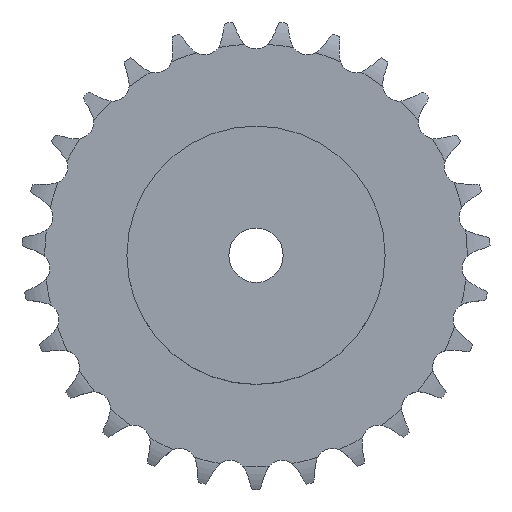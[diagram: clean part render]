
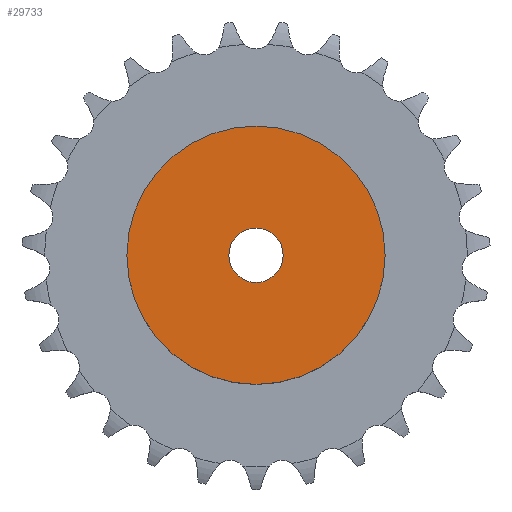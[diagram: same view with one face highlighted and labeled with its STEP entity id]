
A CAD part, top view. The second image highlights one B-rep face of the part: STEP entity #29733.
In plain terms, the highlighted planar face has unit normal (0, 0, 1).
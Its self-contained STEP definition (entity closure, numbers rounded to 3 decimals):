
#3627 = CYLINDRICAL_SURFACE('',#3628,47.5);
#3628 = AXIS2_PLACEMENT_3D('',#3629,#3630,#3631);
#3629 = CARTESIAN_POINT('',(0.,0.,0.));
#3630 = DIRECTION('',(-0.,-0.,-1.));
#3631 = DIRECTION('',(1.,0.,0.));
#18808 = VERTEX_POINT('',#18809);
#18809 = CARTESIAN_POINT('',(47.5,0.,40.));
#18830 = EDGE_CURVE('',#18808,#18808,#18831,.T.);
#18831 = SURFACE_CURVE('',#18832,(#18837,#18844),.PCURVE_S1.);
#18832 = CIRCLE('',#18833,47.5);
#18833 = AXIS2_PLACEMENT_3D('',#18834,#18835,#18836);
#18834 = CARTESIAN_POINT('',(0.,0.,40.));
#18835 = DIRECTION('',(0.,0.,1.));
#18836 = DIRECTION('',(1.,0.,0.));
#18837 = PCURVE('',#3627,#18838);
#18838 = DEFINITIONAL_REPRESENTATION('',(#18839),#18843);
#18839 = LINE('',#18840,#18841);
#18840 = CARTESIAN_POINT('',(-0.,-40.));
#18841 = VECTOR('',#18842,1.);
#18842 = DIRECTION('',(-1.,0.));
#18843 = ( GEOMETRIC_REPRESENTATION_CONTEXT(2) 
PARAMETRIC_REPRESENTATION_CONTEXT() REPRESENTATION_CONTEXT('2D SPACE',''
  ) );
#18844 = PCURVE('',#18845,#18850);
#18845 = PLANE('',#18846);
#18846 = AXIS2_PLACEMENT_3D('',#18847,#18848,#18849);
#18847 = CARTESIAN_POINT('',(0.,0.,40.)
  );
#18848 = DIRECTION('',(0.,0.,1.));
#18849 = DIRECTION('',(1.,0.,0.));
#18850 = DEFINITIONAL_REPRESENTATION('',(#18851),#18855);
#18851 = CIRCLE('',#18852,47.5);
#18852 = AXIS2_PLACEMENT_2D('',#18853,#18854);
#18853 = CARTESIAN_POINT('',(0.,0.));
#18854 = DIRECTION('',(1.,0.));
#18855 = ( GEOMETRIC_REPRESENTATION_CONTEXT(2) 
PARAMETRIC_REPRESENTATION_CONTEXT() REPRESENTATION_CONTEXT('2D SPACE',''
  ) );
#25328 = CYLINDRICAL_SURFACE('',#25329,10.);
#25329 = AXIS2_PLACEMENT_3D('',#25330,#25331,#25332);
#25330 = CARTESIAN_POINT('',(0.,0.,263.93));
#25331 = DIRECTION('',(0.,0.,1.));
#25332 = DIRECTION('',(1.,0.,0.));
#29733 = ADVANCED_FACE('',(#29734,#29737),#18845,.T.);
#29734 = FACE_BOUND('',#29735,.T.);
#29735 = EDGE_LOOP('',(#29736));
#29736 = ORIENTED_EDGE('',*,*,#18830,.T.);
#29737 = FACE_BOUND('',#29738,.T.);
#29738 = EDGE_LOOP('',(#29739));
#29739 = ORIENTED_EDGE('',*,*,#29740,.F.);
#29740 = EDGE_CURVE('',#29741,#29741,#29743,.T.);
#29741 = VERTEX_POINT('',#29742);
#29742 = CARTESIAN_POINT('',(10.,0.,40.));
#29743 = SURFACE_CURVE('',#29744,(#29749,#29756),.PCURVE_S1.);
#29744 = CIRCLE('',#29745,10.);
#29745 = AXIS2_PLACEMENT_3D('',#29746,#29747,#29748);
#29746 = CARTESIAN_POINT('',(0.,0.,40.));
#29747 = DIRECTION('',(0.,0.,1.));
#29748 = DIRECTION('',(1.,0.,0.));
#29749 = PCURVE('',#18845,#29750);
#29750 = DEFINITIONAL_REPRESENTATION('',(#29751),#29755);
#29751 = CIRCLE('',#29752,10.);
#29752 = AXIS2_PLACEMENT_2D('',#29753,#29754);
#29753 = CARTESIAN_POINT('',(0.,0.));
#29754 = DIRECTION('',(1.,0.));
#29755 = ( GEOMETRIC_REPRESENTATION_CONTEXT(2) 
PARAMETRIC_REPRESENTATION_CONTEXT() REPRESENTATION_CONTEXT('2D SPACE',''
  ) );
#29756 = PCURVE('',#25328,#29757);
#29757 = DEFINITIONAL_REPRESENTATION('',(#29758),#29762);
#29758 = LINE('',#29759,#29760);
#29759 = CARTESIAN_POINT('',(0.,-223.93));
#29760 = VECTOR('',#29761,1.);
#29761 = DIRECTION('',(1.,0.));
#29762 = ( GEOMETRIC_REPRESENTATION_CONTEXT(2) 
PARAMETRIC_REPRESENTATION_CONTEXT() REPRESENTATION_CONTEXT('2D SPACE',''
  ) );
